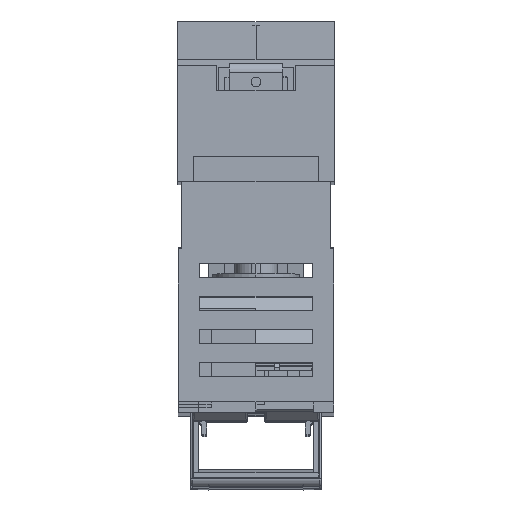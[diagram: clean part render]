
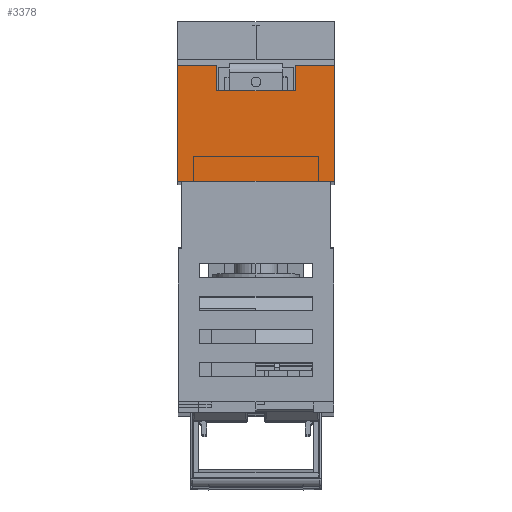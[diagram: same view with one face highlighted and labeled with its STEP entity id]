
A CAD part, top view. The second image highlights one B-rep face of the part: STEP entity #3378.
In plain terms, the highlighted planar face has unit normal (0, 0, 1).
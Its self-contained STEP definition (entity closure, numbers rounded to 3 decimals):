
#3326=AXIS2_PLACEMENT_3D('Plane Axis2P3D',#3323,#3324,#3325) ;
#2526=CARTESIAN_POINT('Vertex',(25.,-37.7,264.5)) ;
#2529=CARTESIAN_POINT('Line Origine',(0.,-37.7,264.5)) ;
#2533=CARTESIAN_POINT('Vertex',(-25.,-37.7,264.5)) ;
#3274=CARTESIAN_POINT('Line Origine',(-25.,-11.8,264.5)) ;
#3278=CARTESIAN_POINT('Vertex',(-25.,-0.9,264.5)) ;
#3323=CARTESIAN_POINT('Axis2P3D Location',(0.,-0.9,264.5)) ;
#3328=CARTESIAN_POINT('Line Origine',(12.5,-19.3,264.5)) ;
#3332=CARTESIAN_POINT('Vertex',(12.5,-0.9,264.5)) ;
#3334=CARTESIAN_POINT('Vertex',(12.5,-8.9,264.5)) ;
#3337=CARTESIAN_POINT('Line Origine',(0.,-8.9,264.5)) ;
#3341=CARTESIAN_POINT('Vertex',(-12.5,-8.9,264.5)) ;
#3344=CARTESIAN_POINT('Line Origine',(-12.5,-19.3,264.5)) ;
#3348=CARTESIAN_POINT('Vertex',(-12.5,-0.9,264.5)) ;
#3351=CARTESIAN_POINT('Line Origine',(0.,-0.9,264.5)) ;
#3356=CARTESIAN_POINT('Line Origine',(25.,-19.3,264.5)) ;
#3360=CARTESIAN_POINT('Vertex',(25.,-0.9,264.5)) ;
#3363=CARTESIAN_POINT('Line Origine',(0.,-0.9,264.5)) ;
#2530=DIRECTION('Vector Direction',(-1.,0.,0.)) ;
#3275=DIRECTION('Vector Direction',(0.,-1.,0.)) ;
#3324=DIRECTION('Axis2P3D Direction',(0.,0.,-1.)) ;
#3325=DIRECTION('Axis2P3D XDirection',(-1.,0.,0.)) ;
#3329=DIRECTION('Vector Direction',(0.,1.,0.)) ;
#3338=DIRECTION('Vector Direction',(-1.,0.,0.)) ;
#3345=DIRECTION('Vector Direction',(0.,1.,0.)) ;
#3352=DIRECTION('Vector Direction',(-1.,0.,0.)) ;
#3357=DIRECTION('Vector Direction',(0.,1.,0.)) ;
#3364=DIRECTION('Vector Direction',(-1.,0.,0.)) ;
#2531=VECTOR('Line Direction',#2530,1.) ;
#3276=VECTOR('Line Direction',#3275,1.) ;
#3330=VECTOR('Line Direction',#3329,1.) ;
#3339=VECTOR('Line Direction',#3338,1.) ;
#3346=VECTOR('Line Direction',#3345,1.) ;
#3353=VECTOR('Line Direction',#3352,1.) ;
#3358=VECTOR('Line Direction',#3357,1.) ;
#3365=VECTOR('Line Direction',#3364,1.) ;
#3369=ORIENTED_EDGE('',*,*,#3336,.T.) ;
#3370=ORIENTED_EDGE('',*,*,#3343,.T.) ;
#3371=ORIENTED_EDGE('',*,*,#3350,.F.) ;
#3372=ORIENTED_EDGE('',*,*,#3355,.F.) ;
#3373=ORIENTED_EDGE('',*,*,#3280,.T.) ;
#3374=ORIENTED_EDGE('',*,*,#2535,.F.) ;
#3375=ORIENTED_EDGE('',*,*,#3362,.F.) ;
#3376=ORIENTED_EDGE('',*,*,#3367,.F.) ;
#3378=ADVANCED_FACE('804682_L04_NH-Leistenunterteil Gr.00  U-SL00/185',(#3377),#3327,.F.) ;
#2535=EDGE_CURVE('',#2527,#2534,#2532,.T.) ;
#3280=EDGE_CURVE('',#3279,#2534,#3277,.T.) ;
#3336=EDGE_CURVE('',#3333,#3335,#3331,.F.) ;
#3343=EDGE_CURVE('',#3335,#3342,#3340,.T.) ;
#3350=EDGE_CURVE('',#3349,#3342,#3347,.F.) ;
#3355=EDGE_CURVE('',#3279,#3349,#3354,.F.) ;
#3362=EDGE_CURVE('',#3361,#2527,#3359,.F.) ;
#3367=EDGE_CURVE('',#3333,#3361,#3366,.F.) ;
#3368=EDGE_LOOP('',(#3369,#3370,#3371,#3372,#3373,#3374,#3375,#3376)) ;
#3377=FACE_OUTER_BOUND('',#3368,.T.) ;
#2532=LINE('Line',#2529,#2531) ;
#3277=LINE('Line',#3274,#3276) ;
#3331=LINE('Line',#3328,#3330) ;
#3340=LINE('Line',#3337,#3339) ;
#3347=LINE('Line',#3344,#3346) ;
#3354=LINE('Line',#3351,#3353) ;
#3359=LINE('Line',#3356,#3358) ;
#3366=LINE('Line',#3363,#3365) ;
#3327=PLANE('Plane',#3326) ;
#2527=VERTEX_POINT('',#2526) ;
#2534=VERTEX_POINT('',#2533) ;
#3279=VERTEX_POINT('',#3278) ;
#3333=VERTEX_POINT('',#3332) ;
#3335=VERTEX_POINT('',#3334) ;
#3342=VERTEX_POINT('',#3341) ;
#3349=VERTEX_POINT('',#3348) ;
#3361=VERTEX_POINT('',#3360) ;
